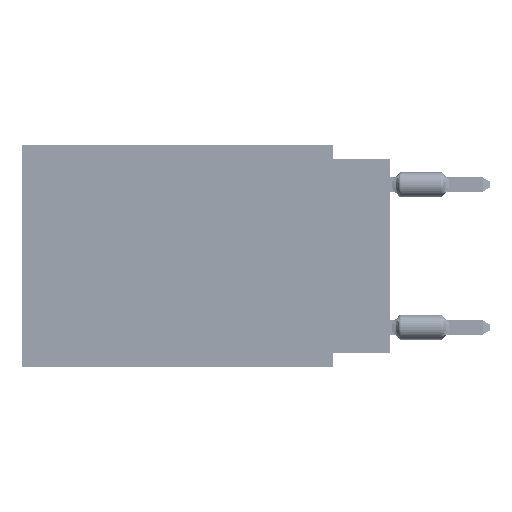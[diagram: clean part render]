
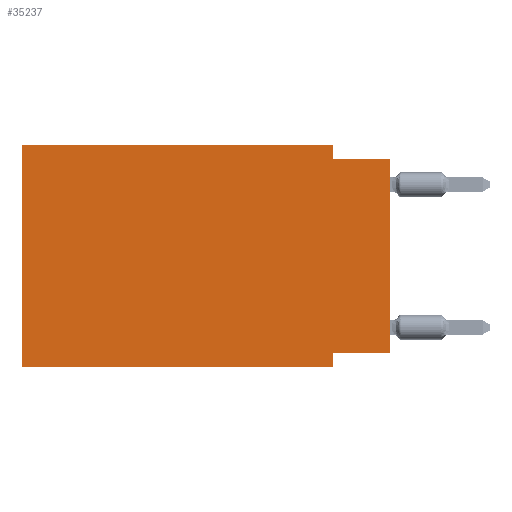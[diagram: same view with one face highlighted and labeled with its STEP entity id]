
A CAD part, left-side view. The second image highlights one B-rep face of the part: STEP entity #35237.
In plain terms, the highlighted planar face has unit normal (-1, 0, 0).
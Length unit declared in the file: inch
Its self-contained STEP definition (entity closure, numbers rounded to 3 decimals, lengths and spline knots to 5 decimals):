
#232 = DIRECTION ( 'NONE',  ( 0., -1., 0. ) ) ;
#388 = CARTESIAN_POINT ( 'NONE',  ( 0., 0., 0. ) ) ;
#800 = CARTESIAN_POINT ( 'NONE',  ( 0., 0.1, -0.39 ) ) ;
#2111 = CARTESIAN_POINT ( 'NONE',  ( 0., 0., -0.025 ) ) ;
#5973 = CARTESIAN_POINT ( 'NONE',  ( 0., 0.1, -0.39 ) ) ;
#6629 = DIRECTION ( 'NONE',  ( 0., 0., -1. ) ) ;
#6679 = DIRECTION ( 'NONE',  ( 0., 0., 1. ) ) ;
#7044 = CARTESIAN_POINT ( 'NONE',  ( 0., 0.645, 0. ) ) ;
#7106 = CARTESIAN_POINT ( 'NONE',  ( 0., 0.645, 0. ) ) ;
#10391 = EDGE_CURVE ( 'NONE', #44692, #29539, #14287, .T. ) ;
#10816 = DIRECTION ( 'NONE',  ( 0., 1., 0. ) ) ;
#12569 = DIRECTION ( 'NONE',  ( 1., 0., 0. ) ) ;
#14287 = LINE ( 'NONE', #388, #30212 ) ;
#17963 = CARTESIAN_POINT ( 'NONE',  ( 0., 0.645, 0. ) ) ;
#19298 = PLANE ( 'NONE',  #35417 ) ;
#19713 = EDGE_CURVE ( 'NONE', #44692, #37253, #86632, .T. ) ;
#20166 = CARTESIAN_POINT ( 'NONE',  ( 0., 0.645, 0. ) ) ;
#20523 = LINE ( 'NONE', #800, #76287 ) ;
#22605 = VECTOR ( 'NONE', #57245, 39.37008 ) ;
#23341 = ORIENTED_EDGE ( 'NONE', *, *, #26313, .F. ) ;
#26313 = EDGE_CURVE ( 'NONE', #42355, #51349, #34394, .T. ) ;
#26442 = DIRECTION ( 'NONE',  ( 0., 0., 1. ) ) ;
#27579 = EDGE_CURVE ( 'NONE', #37253, #69930, #20523, .T. ) ;
#27914 = CARTESIAN_POINT ( 'NONE',  ( 0., 0.1, -0.025 ) ) ;
#29116 = DIRECTION ( 'NONE',  ( 0., 0., -1. ) ) ;
#29539 = VERTEX_POINT ( 'NONE', #53831 ) ;
#29680 = ORIENTED_EDGE ( 'NONE', *, *, #27579, .F. ) ;
#30212 = VECTOR ( 'NONE', #26442, 39.37008 ) ;
#31063 = VERTEX_POINT ( 'NONE', #27914 ) ;
#31946 = CARTESIAN_POINT ( 'NONE',  ( 0., 0., -0.365 ) ) ;
#34394 = LINE ( 'NONE', #7044, #76153 ) ;
#35237 = ADVANCED_FACE ( 'NONE', ( #80739 ), #19298, .F. ) ;
#35417 = AXIS2_PLACEMENT_3D ( 'NONE', #20166, #12569, #29116 ) ;
#35829 = EDGE_CURVE ( 'NONE', #31063, #29539, #63980, .T. ) ;
#36325 = VECTOR ( 'NONE', #10816, 39.37008 ) ;
#37253 = VERTEX_POINT ( 'NONE', #78820 ) ;
#42355 = VERTEX_POINT ( 'NONE', #17963 ) ;
#43630 = ORIENTED_EDGE ( 'NONE', *, *, #35829, .F. ) ;
#44692 = VERTEX_POINT ( 'NONE', #31946 ) ;
#44883 = EDGE_LOOP ( 'NONE', ( #57354, #43630, #64422, #23341, #64078, #73314, #29680, #75547 ) ) ;
#46491 = VERTEX_POINT ( 'NONE', #48913 ) ;
#48913 = CARTESIAN_POINT ( 'NONE',  ( 0., 0.645, -0.39 ) ) ;
#49153 = DIRECTION ( 'NONE',  ( 0., 0., -1. ) ) ;
#49832 = VECTOR ( 'NONE', #232, 39.37008 ) ;
#51349 = VERTEX_POINT ( 'NONE', #78487 ) ;
#51586 = EDGE_CURVE ( 'NONE', #46491, #42355, #54653, .T. ) ;
#52110 = EDGE_CURVE ( 'NONE', #51349, #31063, #69795, .T. ) ;
#53831 = CARTESIAN_POINT ( 'NONE',  ( 0., 0., -0.025 ) ) ;
#54653 = LINE ( 'NONE', #7106, #66751 ) ;
#57245 = DIRECTION ( 'NONE',  ( 0., -1., 0. ) ) ;
#57354 = ORIENTED_EDGE ( 'NONE', *, *, #10391, .T. ) ;
#63934 = VECTOR ( 'NONE', #49153, 39.37008 ) ;
#63980 = LINE ( 'NONE', #2111, #22605 ) ;
#64078 = ORIENTED_EDGE ( 'NONE', *, *, #51586, .F. ) ;
#64422 = ORIENTED_EDGE ( 'NONE', *, *, #52110, .F. ) ;
#66751 = VECTOR ( 'NONE', #6679, 39.37008 ) ;
#67080 = CARTESIAN_POINT ( 'NONE',  ( 0., 0.645, -0.39 ) ) ;
#67971 = LINE ( 'NONE', #67080, #49832 ) ;
#69795 = LINE ( 'NONE', #82801, #63934 ) ;
#69930 = VERTEX_POINT ( 'NONE', #5973 ) ;
#73314 = ORIENTED_EDGE ( 'NONE', *, *, #73890, .T. ) ;
#73890 = EDGE_CURVE ( 'NONE', #46491, #69930, #67971, .T. ) ;
#74789 = DIRECTION ( 'NONE',  ( 0., -1., 0. ) ) ;
#75547 = ORIENTED_EDGE ( 'NONE', *, *, #19713, .F. ) ;
#76153 = VECTOR ( 'NONE', #74789, 39.37008 ) ;
#76287 = VECTOR ( 'NONE', #6629, 39.37008 ) ;
#78487 = CARTESIAN_POINT ( 'NONE',  ( 0., 0.1, 0. ) ) ;
#78820 = CARTESIAN_POINT ( 'NONE',  ( 0., 0.1, -0.365 ) ) ;
#80739 = FACE_OUTER_BOUND ( 'NONE', #44883, .T. ) ;
#80764 = CARTESIAN_POINT ( 'NONE',  ( 0., 0., -0.365 ) ) ;
#82801 = CARTESIAN_POINT ( 'NONE',  ( 0., 0.1, 0. ) ) ;
#86632 = LINE ( 'NONE', #80764, #36325 ) ;
